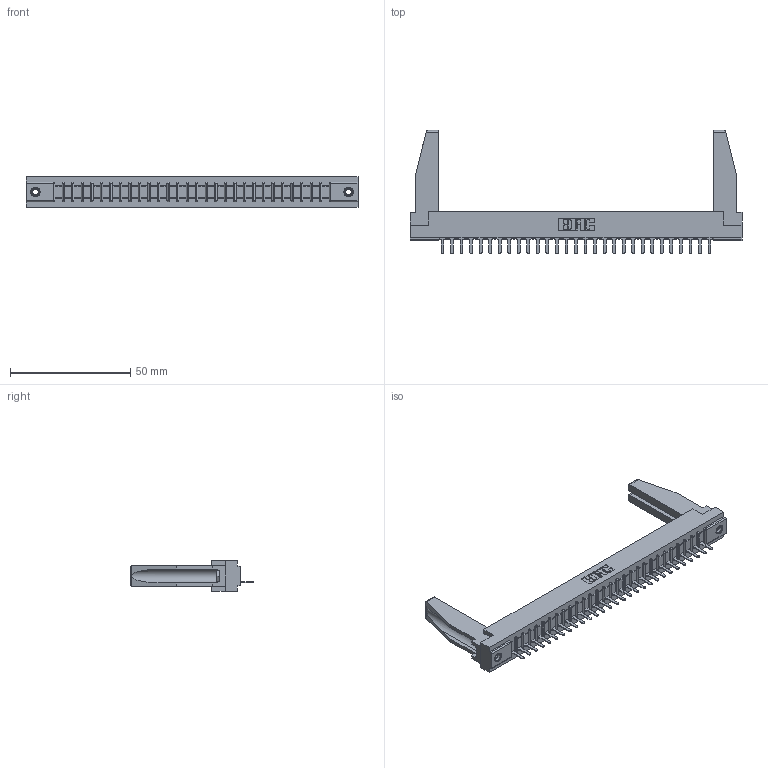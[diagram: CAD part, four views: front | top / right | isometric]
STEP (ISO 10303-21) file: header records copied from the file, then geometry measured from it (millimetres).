
FILE_DESCRIPTION (( 'STEP AP203' ), '1' );
FILE_NAME ('307-029-425-178.STEP', '2020-09-28T08:23:15', ( '' ), ( '' ), 'SwSTEP 2.0', 'SolidWorks 2020', '' );
FILE_SCHEMA (( 'CONFIG_CONTROL_DESIGN' ));
Length unit declared in the file: inch
Products named in the file (5): 307-290-001_525; 307-029-425-178; 345-250-001_345-250-001-102; 307-220-078; 307 Part_.156 Dia Mounting Holes
Assembly tree (34 placements, depth 2):
  307-029-425-178
    307 Part_.156 Dia Mounting Holes
    307-290-001_525  x29
    307-220-078  x2
    345-250-001_345-250-001-102  x2
Bounding box: 137.92 x 51.13 x 12.7 mm (x, y, z)
Volume: 18214.7 mm3; surface area: 18555.1 mm2
Topology: 34 solids, 34 shells, 1902 faces, 5351 edges, 3438 vertices
Faces by surface type: plane 1227, cylinder 599, sphere 60, cone 12, torus 4
Entity records: 28871 total; most frequent: CARTESIAN_POINT 4858, ORIENTED_EDGE 4800, DIRECTION 4688, EDGE_CURVE 2400, VECTOR 1840, LINE 1840, VERTEX_POINT 1552, AXIS2_PLACEMENT_3D 1424
